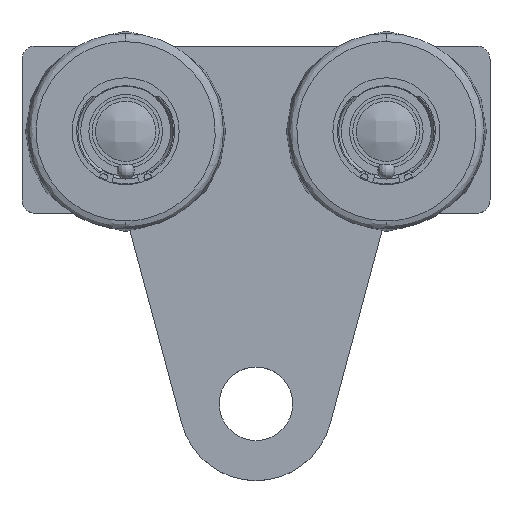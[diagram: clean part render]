
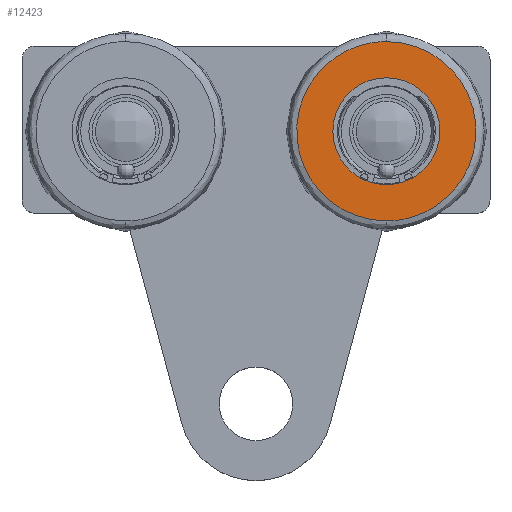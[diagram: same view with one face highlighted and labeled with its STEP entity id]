
A CAD part, top view. The second image highlights one B-rep face of the part: STEP entity #12423.
In plain terms, the highlighted planar face has unit normal (0, 0, 1).
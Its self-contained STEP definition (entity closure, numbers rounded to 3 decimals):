
#137 = EDGE_CURVE ( 'NONE', #7356, #3374, #2747, .T. ) ;
#475 = EDGE_LOOP ( 'NONE', ( #10370, #940 ) ) ;
#884 = CARTESIAN_POINT ( 'NONE',  ( 92.635, 1.317, 26.5 ) ) ;
#940 = ORIENTED_EDGE ( 'NONE', *, *, #10678, .T. ) ;
#1449 = CARTESIAN_POINT ( 'NONE',  ( 39., -52.317, 26.5 ) ) ;
#1986 = DIRECTION ( 'NONE',  ( 0., -1., 0. ) ) ;
#2245 = CARTESIAN_POINT ( 'NONE',  ( 92.635, -52.317, 26.5 ) ) ;
#2423 = FACE_OUTER_BOUND ( 'NONE', #8091, .T. ) ;
#2747 =( BOUNDED_CURVE ( )  B_SPLINE_CURVE ( 3, ( #5746, #19985, #17007, #19792 ),
 .UNSPECIFIED., .F., .F. ) 
 B_SPLINE_CURVE_WITH_KNOTS ( ( 4, 4 ),
 ( 0.5, 1. ),
 .UNSPECIFIED. ) 
 CURVE ( )  GEOMETRIC_REPRESENTATION_ITEM ( )  RATIONAL_B_SPLINE_CURVE ( ( 1., 0.333, 0.333, 1. ) ) 
 REPRESENTATION_ITEM ( '' )  );
#2809 = CIRCLE ( 'NONE', #15078, 16. ) ;
#3213 = VERTEX_POINT ( 'NONE', #9352 ) ;
#3374 = VERTEX_POINT ( 'NONE', #15007 ) ;
#5746 = CARTESIAN_POINT ( 'NONE',  ( 39., -52.317, 26.5 ) ) ;
#5878 = DIRECTION ( 'NONE',  ( 0., 0., 1. ) ) ;
#6580 = AXIS2_PLACEMENT_3D ( 'NONE', #16627, #5878, #18166 ) ;
#6666 = DIRECTION ( 'NONE',  ( 0., 0., -1. ) ) ;
#7162 = ORIENTED_EDGE ( 'NONE', *, *, #10561, .F. ) ;
#7356 = VERTEX_POINT ( 'NONE', #1449 ) ;
#7960 = VERTEX_POINT ( 'NONE', #8757 ) ;
#8091 = EDGE_LOOP ( 'NONE', ( #20230, #7162 ) ) ;
#8757 = CARTESIAN_POINT ( 'NONE',  ( 39., -41.5, 26.5 ) ) ;
#9352 = CARTESIAN_POINT ( 'NONE',  ( 39., -9.5, 26.5 ) ) ;
#10370 = ORIENTED_EDGE ( 'NONE', *, *, #18718, .T. ) ;
#10561 = EDGE_CURVE ( 'NONE', #3374, #7356, #19321, .T. ) ;
#10678 = EDGE_CURVE ( 'NONE', #3213, #7960, #2809, .T. ) ;
#12115 = PLANE ( 'NONE',  #6580 ) ;
#12423 = ADVANCED_FACE ( 'NONE', ( #2423, #18363 ), #12115, .T. ) ;
#13249 = CARTESIAN_POINT ( 'NONE',  ( 39., -52.317, 26.5 ) ) ;
#14142 = DIRECTION ( 'NONE',  ( 0., -1., 0. ) ) ;
#14545 = CARTESIAN_POINT ( 'NONE',  ( 39., -25.5, 26.5 ) ) ;
#15007 = CARTESIAN_POINT ( 'NONE',  ( 39., 1.317, 26.5 ) ) ;
#15078 = AXIS2_PLACEMENT_3D ( 'NONE', #14545, #6666, #1986 ) ;
#16627 = CARTESIAN_POINT ( 'NONE',  ( 39., 1.317, 26.5 ) ) ;
#16717 = AXIS2_PLACEMENT_3D ( 'NONE', #18640, #17014, #14142 ) ;
#17007 = CARTESIAN_POINT ( 'NONE',  ( -14.635, 1.317, 26.5 ) ) ;
#17014 = DIRECTION ( 'NONE',  ( 0., 0., -1. ) ) ;
#18166 = DIRECTION ( 'NONE',  ( 0., 1., 0. ) ) ;
#18363 = FACE_BOUND ( 'NONE', #475, .T. ) ;
#18640 = CARTESIAN_POINT ( 'NONE',  ( 39., -25.5, 26.5 ) ) ;
#18718 = EDGE_CURVE ( 'NONE', #7960, #3213, #18989, .T. ) ;
#18989 = CIRCLE ( 'NONE', #16717, 16. ) ;
#19321 =( BOUNDED_CURVE ( )  B_SPLINE_CURVE ( 3, ( #20443, #884, #2245, #13249 ),
 .UNSPECIFIED., .F., .F. ) 
 B_SPLINE_CURVE_WITH_KNOTS ( ( 4, 4 ),
 ( 0., 0.5 ),
 .UNSPECIFIED. ) 
 CURVE ( )  GEOMETRIC_REPRESENTATION_ITEM ( )  RATIONAL_B_SPLINE_CURVE ( ( 1., 0.333, 0.333, 1. ) ) 
 REPRESENTATION_ITEM ( '' )  );
#19792 = CARTESIAN_POINT ( 'NONE',  ( 39., 1.317, 26.5 ) ) ;
#19985 = CARTESIAN_POINT ( 'NONE',  ( -14.635, -52.317, 26.5 ) ) ;
#20230 = ORIENTED_EDGE ( 'NONE', *, *, #137, .F. ) ;
#20443 = CARTESIAN_POINT ( 'NONE',  ( 39., 1.317, 26.5 ) ) ;
